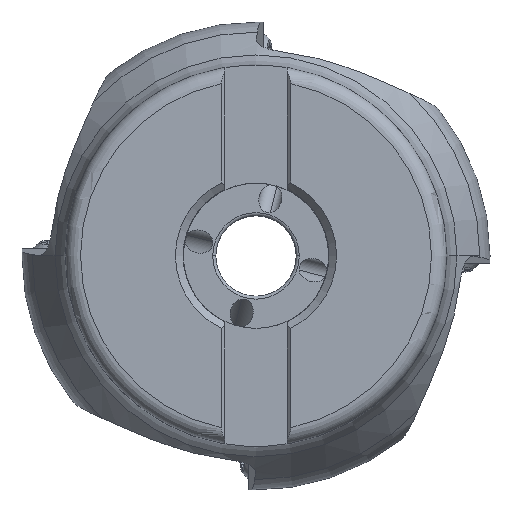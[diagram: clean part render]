
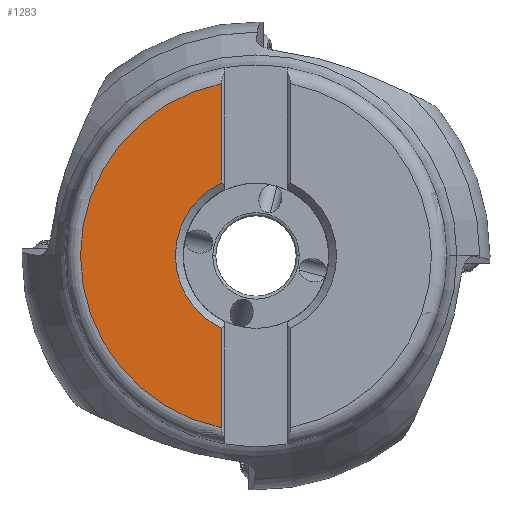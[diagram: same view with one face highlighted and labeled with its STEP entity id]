
A CAD part, top view. The second image highlights one B-rep face of the part: STEP entity #1283.
In plain terms, the highlighted planar face has unit normal (0, 0, 1).
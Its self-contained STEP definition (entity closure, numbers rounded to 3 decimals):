
#166=PLANE('',#8559);
#267=LINE('',#12758,#663);
#268=LINE('',#12834,#664);
#663=VECTOR('',#9479,1.);
#664=VECTOR('',#9494,1.);
#1283=ADVANCED_FACE('',(#1842),#166,.T.);
#1842=FACE_OUTER_BOUND('',#2242,.T.);
#2242=EDGE_LOOP('',(#4356,#4357,#4358,#4359,#4360,#4361));
#2563=CIRCLE('',#8298,23.);
#2564=CIRCLE('',#8299,23.);
#2568=CIRCLE('',#8305,10.56);
#2569=CIRCLE('',#8306,10.56);
#4356=ORIENTED_EDGE('',*,*,#6843,.F.);
#4357=ORIENTED_EDGE('',*,*,#6842,.F.);
#4358=ORIENTED_EDGE('',*,*,#6849,.T.);
#4359=ORIENTED_EDGE('',*,*,#6853,.F.);
#4360=ORIENTED_EDGE('',*,*,#6852,.F.);
#4361=ORIENTED_EDGE('',*,*,#6839,.T.);
#5942=VERTEX_POINT('',#12759);
#5943=VERTEX_POINT('',#12760);
#5944=VERTEX_POINT('',#12791);
#5945=VERTEX_POINT('',#12792);
#5950=VERTEX_POINT('',#12835);
#5952=VERTEX_POINT('',#12846);
#6839=EDGE_CURVE('',#5942,#5943,#267,.T.);
#6842=EDGE_CURVE('',#5944,#5945,#2563,.T.);
#6843=EDGE_CURVE('',#5945,#5943,#2564,.T.);
#6849=EDGE_CURVE('',#5944,#5950,#268,.T.);
#6852=EDGE_CURVE('',#5942,#5952,#2568,.T.);
#6853=EDGE_CURVE('',#5952,#5950,#2569,.T.);
#8298=AXIS2_PLACEMENT_3D('',#12790,#9482,#9483);
#8299=AXIS2_PLACEMENT_3D('',#12793,#9484,#9485);
#8305=AXIS2_PLACEMENT_3D('',#12845,#9498,#9499);
#8306=AXIS2_PLACEMENT_3D('',#12847,#9500,#9501);
#8559=AXIS2_PLACEMENT_3D('',#14358,#10131,#10132);
#9479=DIRECTION('',(0.,1.,0.));
#9482=DIRECTION('',(0.,0.,-1.));
#9483=DIRECTION('',(-0.198,-0.98,0.));
#9484=DIRECTION('',(0.,0.,-1.));
#9485=DIRECTION('',(-1.,0.001,0.));
#9494=DIRECTION('',(0.,1.,0.));
#9498=DIRECTION('',(0.,0.,1.));
#9499=DIRECTION('',(-0.432,0.902,0.));
#9500=DIRECTION('',(0.,0.,1.));
#9501=DIRECTION('',(-1.,0.,0.));
#10131=DIRECTION('',(0.,0.,1.));
#10132=DIRECTION('',(1.,0.,0.));
#12758=CARTESIAN_POINT('',(-4.565,9.522,0.));
#12759=CARTESIAN_POINT('',(-4.565,9.522,0.));
#12760=CARTESIAN_POINT('',(-4.565,22.542,0.));
#12790=CARTESIAN_POINT('',(0.,0.,0.));
#12791=CARTESIAN_POINT('',(-4.565,-22.542,0.));
#12792=CARTESIAN_POINT('',(-23.,0.02,0.));
#12793=CARTESIAN_POINT('',(0.,0.,0.));
#12834=CARTESIAN_POINT('',(-4.565,-22.542,0.));
#12835=CARTESIAN_POINT('',(-4.565,-9.522,0.));
#12845=CARTESIAN_POINT('',(0.,0.,0.));
#12846=CARTESIAN_POINT('',(-10.56,0.,0.));
#12847=CARTESIAN_POINT('',(0.,0.,0.));
#14358=CARTESIAN_POINT('',(-13.783,0.,0.));
